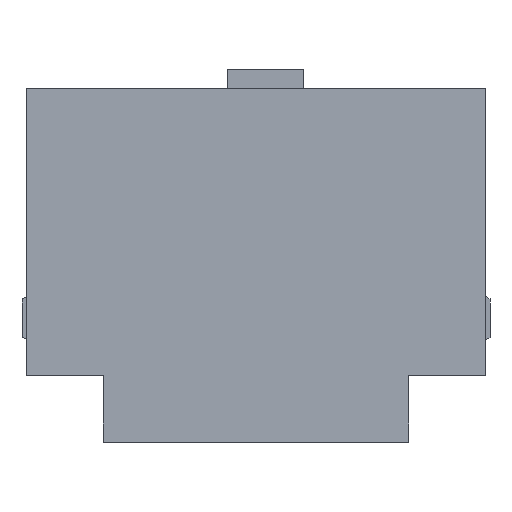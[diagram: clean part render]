
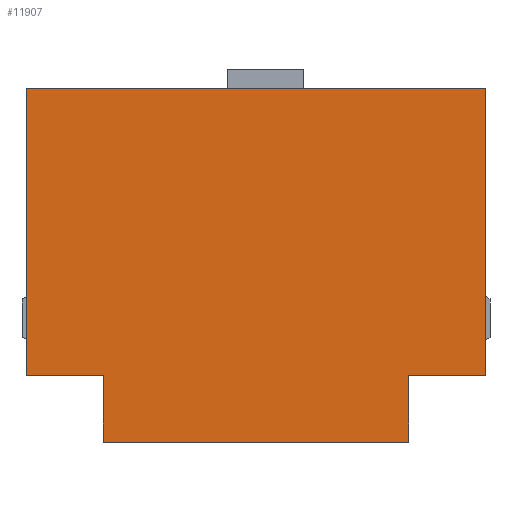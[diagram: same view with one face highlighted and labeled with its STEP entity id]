
A CAD part, left-side view. The second image highlights one B-rep face of the part: STEP entity #11907.
In plain terms, the highlighted planar face has unit normal (-1, 0, 0).
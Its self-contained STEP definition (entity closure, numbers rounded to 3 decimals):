
#23 = EDGE_CURVE ( 'NONE', #7517, #342, #11652, .T. ) ;
#72 = DIRECTION ( 'NONE',  ( 0., 1., 0. ) ) ;
#320 = EDGE_CURVE ( 'NONE', #11071, #7517, #12478, .T. ) ;
#342 = VERTEX_POINT ( 'NONE', #5819 ) ;
#352 = EDGE_CURVE ( 'NONE', #11071, #12558, #8980, .T. ) ;
#516 = VERTEX_POINT ( 'NONE', #7778 ) ;
#590 = CARTESIAN_POINT ( 'NONE',  ( -22.5, -24., 30. ) ) ;
#794 = LINE ( 'NONE', #10484, #10870 ) ;
#880 = DIRECTION ( 'NONE',  ( 0., 0., -1. ) ) ;
#1011 = EDGE_CURVE ( 'NONE', #12558, #12202, #8482, .T. ) ;
#1088 = CARTESIAN_POINT ( 'NONE',  ( -22.5, -16., -1. ) ) ;
#1467 = VECTOR ( 'NONE', #8241, 1000. ) ;
#1784 = ORIENTED_EDGE ( 'NONE', *, *, #1011, .F. ) ;
#2425 = ORIENTED_EDGE ( 'NONE', *, *, #352, .F. ) ;
#2435 = EDGE_CURVE ( 'NONE', #516, #7910, #9127, .T. ) ;
#2462 = CARTESIAN_POINT ( 'NONE',  ( -22.5, -16., -7. ) ) ;
#2662 = ORIENTED_EDGE ( 'NONE', *, *, #10649, .F. ) ;
#3112 = PLANE ( 'NONE',  #5719 ) ;
#3640 = DIRECTION ( 'NONE',  ( 0., 0., 1. ) ) ;
#4879 = DIRECTION ( 'NONE',  ( 0., -1., 0. ) ) ;
#5221 = LINE ( 'NONE', #12646, #7337 ) ;
#5370 = CARTESIAN_POINT ( 'NONE',  ( -22.5, 24., 30. ) ) ;
#5719 = AXIS2_PLACEMENT_3D ( 'NONE', #8944, #8755, #7871 ) ;
#5745 = CARTESIAN_POINT ( 'NONE',  ( -22.5, 24., 30. ) ) ;
#5778 = ORIENTED_EDGE ( 'NONE', *, *, #23, .T. ) ;
#5809 = ORIENTED_EDGE ( 'NONE', *, *, #5881, .T. ) ;
#5819 = CARTESIAN_POINT ( 'NONE',  ( -22.5, 16., 0. ) ) ;
#5873 = DIRECTION ( 'NONE',  ( 0., -1., 0. ) ) ;
#5881 = EDGE_CURVE ( 'NONE', #516, #12202, #5221, .T. ) ;
#5954 = VECTOR ( 'NONE', #72, 1000. ) ;
#6457 = VECTOR ( 'NONE', #5873, 1000. ) ;
#7209 = CARTESIAN_POINT ( 'NONE',  ( -22.5, -24., 0. ) ) ;
#7337 = VECTOR ( 'NONE', #4879, 1000. ) ;
#7517 = VERTEX_POINT ( 'NONE', #11496 ) ;
#7747 = VECTOR ( 'NONE', #7908, 1000. ) ;
#7778 = CARTESIAN_POINT ( 'NONE',  ( -22.5, -16., 0. ) ) ;
#7871 = DIRECTION ( 'NONE',  ( 0., 0., -1. ) ) ;
#7908 = DIRECTION ( 'NONE',  ( 0., 0., -1. ) ) ;
#7910 = VERTEX_POINT ( 'NONE', #2462 ) ;
#8241 = DIRECTION ( 'NONE',  ( 0., 0., -1. ) ) ;
#8482 = LINE ( 'NONE', #590, #1467 ) ;
#8755 = DIRECTION ( 'NONE',  ( 1., 0., 0. ) ) ;
#8944 = CARTESIAN_POINT ( 'NONE',  ( -22.5, -24., 30. ) ) ;
#8979 = VERTEX_POINT ( 'NONE', #11777 ) ;
#8980 = LINE ( 'NONE', #10844, #12633 ) ;
#9119 = VECTOR ( 'NONE', #880, 1000. ) ;
#9127 = LINE ( 'NONE', #1088, #7747 ) ;
#9600 = FACE_OUTER_BOUND ( 'NONE', #11134, .T. ) ;
#9746 = CARTESIAN_POINT ( 'NONE',  ( -22.5, -24., 30. ) ) ;
#10484 = CARTESIAN_POINT ( 'NONE',  ( -22.5, 16., -7. ) ) ;
#10649 = EDGE_CURVE ( 'NONE', #8979, #342, #794, .T. ) ;
#10844 = CARTESIAN_POINT ( 'NONE',  ( -22.5, -24., 30. ) ) ;
#10870 = VECTOR ( 'NONE', #3640, 1000. ) ;
#11071 = VERTEX_POINT ( 'NONE', #5370 ) ;
#11128 = ORIENTED_EDGE ( 'NONE', *, *, #11986, .F. ) ;
#11134 = EDGE_LOOP ( 'NONE', ( #12589, #5809, #1784, #2425, #12590, #5778, #2662, #11128 ) ) ;
#11496 = CARTESIAN_POINT ( 'NONE',  ( -22.5, 24., 0. ) ) ;
#11652 = LINE ( 'NONE', #11669, #6457 ) ;
#11669 = CARTESIAN_POINT ( 'NONE',  ( -22.5, -24., 0. ) ) ;
#11752 = CARTESIAN_POINT ( 'NONE',  ( -22.5, -16., -7. ) ) ;
#11753 = DIRECTION ( 'NONE',  ( 0., -1., 0. ) ) ;
#11761 = LINE ( 'NONE', #11752, #5954 ) ;
#11777 = CARTESIAN_POINT ( 'NONE',  ( -22.5, 16., -7. ) ) ;
#11907 = ADVANCED_FACE ( 'NONE', ( #9600 ), #3112, .F. ) ;
#11986 = EDGE_CURVE ( 'NONE', #7910, #8979, #11761, .T. ) ;
#12202 = VERTEX_POINT ( 'NONE', #7209 ) ;
#12478 = LINE ( 'NONE', #5745, #9119 ) ;
#12558 = VERTEX_POINT ( 'NONE', #9746 ) ;
#12589 = ORIENTED_EDGE ( 'NONE', *, *, #2435, .F. ) ;
#12590 = ORIENTED_EDGE ( 'NONE', *, *, #320, .T. ) ;
#12633 = VECTOR ( 'NONE', #11753, 1000. ) ;
#12646 = CARTESIAN_POINT ( 'NONE',  ( -22.5, -24., 0. ) ) ;
